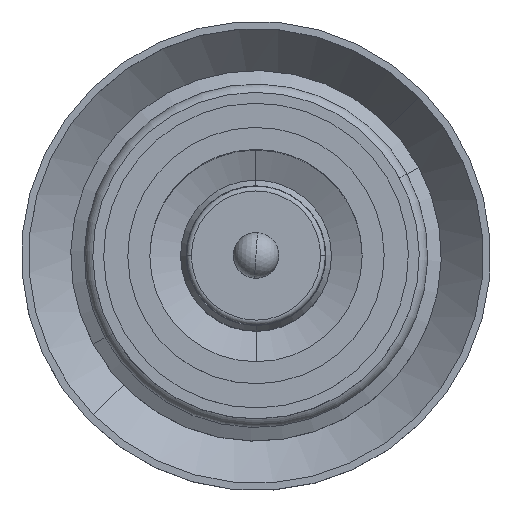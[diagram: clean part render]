
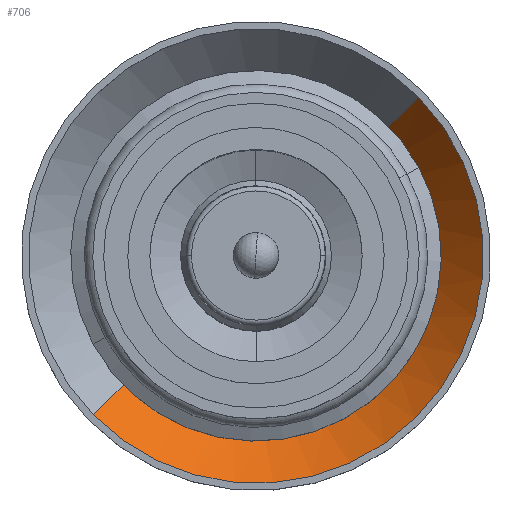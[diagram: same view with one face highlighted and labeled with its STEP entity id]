
A CAD part, top view. The second image highlights one B-rep face of the part: STEP entity #706.
In plain terms, the highlighted conical face has half-angle 42.879 degrees and reference radius 11.938 mm.
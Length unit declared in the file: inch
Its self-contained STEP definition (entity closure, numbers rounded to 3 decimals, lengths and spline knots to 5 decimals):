
#30 = ORIENTED_EDGE ( 'NONE', *, *, #4590, .T. ) ;
#187 = ORIENTED_EDGE ( 'NONE', *, *, #4545, .F. ) ;
#238 = FACE_OUTER_BOUND ( 'NONE', #1526, .T. ) ;
#298 = CONICAL_SURFACE ( 'NONE', #895, 0.47, 0.748 ) ;
#383 = ORIENTED_EDGE ( 'NONE', *, *, #4719, .F. ) ;
#491 = ORIENTED_EDGE ( 'NONE', *, *, #3836, .F. ) ;
#494 = ORIENTED_EDGE ( 'NONE', *, *, #4566, .T. ) ;
#706 = ADVANCED_FACE ( 'NONE', ( #238 ), #298, .F. ) ;
#895 = AXIS2_PLACEMENT_3D ( 'NONE', #3331, #3505, #3388 ) ;
#1069 = CARTESIAN_POINT ( 'NONE',  ( 0., 0., 0.51493 ) ) ;
#1074 = DIRECTION ( 'NONE',  ( 1., 0., 0. ) ) ;
#1080 = DIRECTION ( 'NONE',  ( 0., 0., 1. ) ) ;
#1106 = DIRECTION ( 'NONE',  ( 0., 0., 1. ) ) ;
#1107 = CARTESIAN_POINT ( 'NONE',  ( 0., 0., 0.61724 ) ) ;
#1108 = CARTESIAN_POINT ( 'NONE',  ( -0.33626, -0.32837, 0.61724 ) ) ;
#1120 = DIRECTION ( 'NONE',  ( 0.715, 0.699, 0. ) ) ;
#1149 = DIRECTION ( 'NONE',  ( -0.487, -0.475, 0.733 ) ) ;
#1526 = EDGE_LOOP ( 'NONE', ( #383, #30, #494, #187, #491 ) ) ;
#1941 = CARTESIAN_POINT ( 'NONE',  ( -0.33626, -0.32837, 0.61724 ) ) ;
#1983 = CARTESIAN_POINT ( 'NONE',  ( 0.26829, 0.262, 0.51493 ) ) ;
#1990 = CARTESIAN_POINT ( 'NONE',  ( 0.375, 0., 0.51493 ) ) ;
#2008 = CARTESIAN_POINT ( 'NONE',  ( 0.33626, 0.32837, 0.61724 ) ) ;
#2087 = DIRECTION ( 'NONE',  ( 0.487, 0.475, 0.733 ) ) ;
#2102 = CARTESIAN_POINT ( 'NONE',  ( 0.33626, 0.32837, 0.61724 ) ) ;
#2150 = AXIS2_PLACEMENT_3D ( 'NONE', #1107, #1106, #1120 ) ;
#2297 = AXIS2_PLACEMENT_3D ( 'NONE', #3692, #3694, #3693 ) ;
#2340 = AXIS2_PLACEMENT_3D ( 'NONE', #1069, #1080, #1074 ) ;
#2531 = CIRCLE ( 'NONE', #2297, 0.375 ) ;
#2549 = CIRCLE ( 'NONE', #2340, 0.375 ) ;
#2605 = LINE ( 'NONE', #2102, #2734 ) ;
#2643 = LINE ( 'NONE', #1108, #2750 ) ;
#2734 = VECTOR ( 'NONE', #2087, 39.37008 ) ;
#2750 = VECTOR ( 'NONE', #1149, 39.37008 ) ;
#2754 = CIRCLE ( 'NONE', #2150, 0.47 ) ;
#3331 = CARTESIAN_POINT ( 'NONE',  ( 0., 0., 0.61724 ) ) ;
#3388 = DIRECTION ( 'NONE',  ( 0.715, 0.699, 0. ) ) ;
#3505 = DIRECTION ( 'NONE',  ( 0., 0., 1. ) ) ;
#3692 = CARTESIAN_POINT ( 'NONE',  ( 0., 0., 0.51493 ) ) ;
#3693 = DIRECTION ( 'NONE',  ( 1., 0., 0. ) ) ;
#3694 = DIRECTION ( 'NONE',  ( 0., 0., 1. ) ) ;
#3836 = EDGE_CURVE ( 'NONE', #4236, #4140, #2531, .T. ) ;
#3953 = VERTEX_POINT ( 'NONE', #4373 ) ;
#4123 = VERTEX_POINT ( 'NONE', #2008 ) ;
#4140 = VERTEX_POINT ( 'NONE', #1983 ) ;
#4236 = VERTEX_POINT ( 'NONE', #1990 ) ;
#4251 = VERTEX_POINT ( 'NONE', #1941 ) ;
#4373 = CARTESIAN_POINT ( 'NONE',  ( -0.26829, -0.262, 0.51493 ) ) ;
#4545 = EDGE_CURVE ( 'NONE', #4140, #4123, #2605, .T. ) ;
#4566 = EDGE_CURVE ( 'NONE', #4251, #4123, #2754, .T. ) ;
#4590 = EDGE_CURVE ( 'NONE', #3953, #4251, #2643, .T. ) ;
#4719 = EDGE_CURVE ( 'NONE', #3953, #4236, #2549, .T. ) ;
